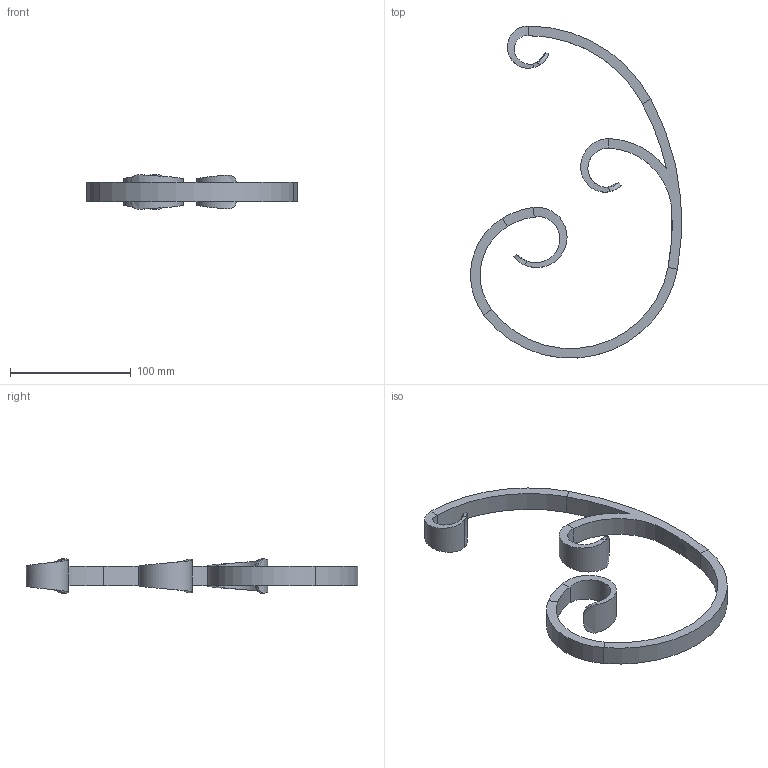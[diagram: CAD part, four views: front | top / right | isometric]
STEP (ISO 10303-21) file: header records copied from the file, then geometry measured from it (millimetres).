
FILE_DESCRIPTION (( 'STEP AP203' ), '1' );
FILE_NAME ('3086.step', '2022-10-07T10:11:17', ( '' ), ( '' ), 'SwSTEP 2.0', 'SolidWorks 2018', '' );
FILE_SCHEMA (( 'CONFIG_CONTROL_DESIGN' ));
Length unit declared in the file: millimetre
Products named in the file (1): 3086
Bounding box: 174.74 x 274.8 x 28.74 mm (x, y, z)
Volume: 107908.6 mm3; surface area: 43178.2 mm2
Topology: 1 solids, 1 shells, 267 faces, 703 edges, 458 vertices
Faces by surface type: bspline 139, plane 95, cylinder 33
Entity records: 13646 total; most frequent: CARTESIAN_POINT 7862, ORIENTED_EDGE 1406, DIRECTION 789, EDGE_CURVE 703, VERTEX_POINT 458, VECTOR 311, LINE 311, EDGE_LOOP 287
